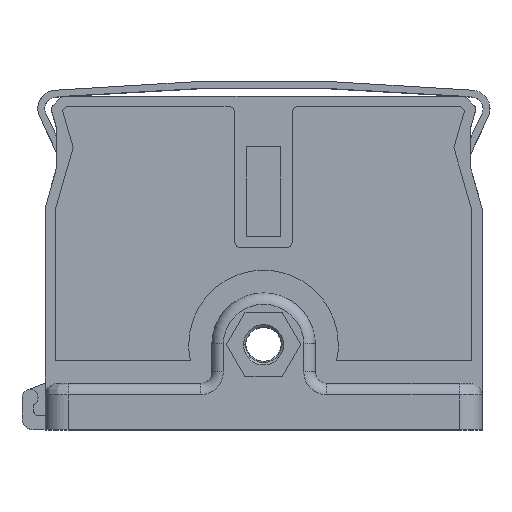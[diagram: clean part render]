
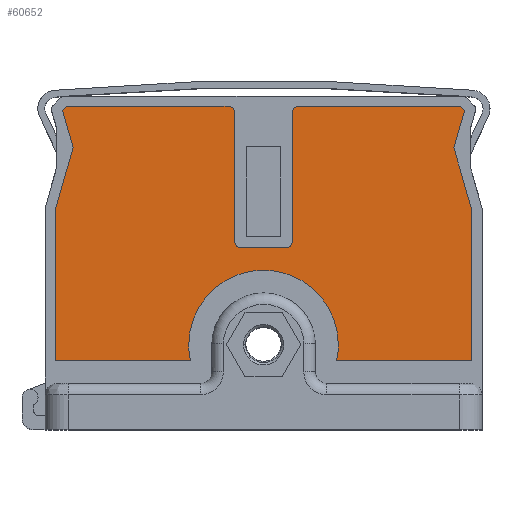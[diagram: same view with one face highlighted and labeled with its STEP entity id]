
A CAD part, top view. The second image highlights one B-rep face of the part: STEP entity #60652.
In plain terms, the highlighted planar face has unit normal (0, 0, 1).
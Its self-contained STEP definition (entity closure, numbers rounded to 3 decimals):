
#21741=DIRECTION('',(1.,0.,0.));
#21742=VECTOR('',#21741,4.003);
#21743=CARTESIAN_POINT('',(16.997,15.841,-8.2));
#21744=LINE('',#21743,#21742);
#21745=CARTESIAN_POINT('',(21.,16.341,-8.2));
#21746=DIRECTION('',(0.,0.,1.));
#21747=DIRECTION('',(0.,-1.,0.));
#21748=AXIS2_PLACEMENT_3D('',#21745,#21746,#21747);
#21750=DIRECTION('',(0.,1.,0.));
#21751=VECTOR('',#21750,11.249);
#21752=CARTESIAN_POINT('',(21.5,16.341,-8.2));
#21753=LINE('',#21752,#21751);
#21754=CARTESIAN_POINT('',(22.,27.59,-8.2));
#21755=DIRECTION('',(0.,0.,-1.));
#21756=DIRECTION('',(-1.,0.,0.));
#21757=AXIS2_PLACEMENT_3D('',#21754,#21755,#21756);
#21759=DIRECTION('',(0.707,-0.707,0.));
#21760=VECTOR('',#21759,0.501);
#21761=CARTESIAN_POINT('',(36.124,28.09,-8.2));
#21762=LINE('',#21761,#21760);
#21763=DIRECTION('',(-0.276,-0.961,0.));
#21764=VECTOR('',#21763,3.367);
#21765=CARTESIAN_POINT('',(36.478,27.736,-8.2));
#21766=LINE('',#21765,#21764);
#21767=DIRECTION('',(0.276,-0.961,0.));
#21768=VECTOR('',#21767,5.587);
#21769=CARTESIAN_POINT('',(35.55,24.499,-8.2));
#21770=LINE('',#21769,#21768);
#21771=CARTESIAN_POINT('',(19.,7.37,-8.2));
#21772=DIRECTION('',(0.,0.,1.));
#21773=DIRECTION('',(0.977,-0.214,0.));
#21774=AXIS2_PLACEMENT_3D('',#21771,#21772,#21773);
#21776=CARTESIAN_POINT('',(19.,7.37,-8.2));
#21777=DIRECTION('',(0.,0.,1.));
#21778=DIRECTION('',(1.,0.,0.));
#21779=AXIS2_PLACEMENT_3D('',#21776,#21777,#21778);
#21781=CARTESIAN_POINT('',(19.,7.37,-8.2));
#21782=DIRECTION('',(0.,0.,1.));
#21783=DIRECTION('',(-1.,0.,0.));
#21784=AXIS2_PLACEMENT_3D('',#21781,#21782,#21783);
#21786=DIRECTION('',(0.276,0.961,0.));
#21787=VECTOR('',#21786,5.624);
#21788=CARTESIAN_POINT('',(0.9,19.094,-8.2));
#21789=LINE('',#21788,#21787);
#21790=DIRECTION('',(-0.276,0.961,0.));
#21791=VECTOR('',#21790,3.366);
#21792=CARTESIAN_POINT('',(2.45,24.5,-8.2));
#21793=LINE('',#21792,#21791);
#21794=DIRECTION('',(0.707,0.707,0.));
#21795=VECTOR('',#21794,0.501);
#21796=CARTESIAN_POINT('',(1.522,27.736,-8.2));
#21797=LINE('',#21796,#21795);
#21798=CARTESIAN_POINT('',(15.997,27.59,-8.2));
#21799=DIRECTION('',(0.,0.,-1.));
#21800=DIRECTION('',(0.,1.,0.));
#21801=AXIS2_PLACEMENT_3D('',#21798,#21799,#21800);
#21803=CARTESIAN_POINT('',(16.997,16.341,-8.2));
#21804=DIRECTION('',(0.,0.,1.));
#21805=DIRECTION('',(-1.,0.,0.));
#21806=AXIS2_PLACEMENT_3D('',#21803,#21804,#21805);
#21816=DIRECTION('',(-1.,0.,0.));
#21817=VECTOR('',#21816,14.124);
#21818=CARTESIAN_POINT('',(36.124,28.09,-8.2));
#21819=LINE('',#21818,#21817);
#21836=DIRECTION('',(0.,1.,0.));
#21837=VECTOR('',#21836,13.15);
#21838=CARTESIAN_POINT('',(37.09,5.978,-8.2));
#21839=LINE('',#21838,#21837);
#21848=DIRECTION('',(1.,0.,0.));
#21849=VECTOR('',#21848,11.741);
#21850=CARTESIAN_POINT('',(25.349,5.978,-8.2));
#21851=LINE('',#21850,#21849);
#21864=DIRECTION('',(1.,0.,0.));
#21865=VECTOR('',#21864,11.751);
#21866=CARTESIAN_POINT('',(0.9,5.978,-8.2));
#21867=LINE('',#21866,#21865);
#21872=DIRECTION('',(0.,-1.,0.));
#21873=VECTOR('',#21872,13.115);
#21874=CARTESIAN_POINT('',(0.9,19.094,-8.2));
#21875=LINE('',#21874,#21873);
#21896=DIRECTION('',(-1.,0.,0.));
#21897=VECTOR('',#21896,14.12);
#21898=CARTESIAN_POINT('',(15.997,28.09,-8.2));
#21899=LINE('',#21898,#21897);
#21916=DIRECTION('',(0.,1.,0.));
#21917=VECTOR('',#21916,11.249);
#21918=CARTESIAN_POINT('',(16.497,16.341,-8.2));
#21919=LINE('',#21918,#21917);
#26732=CARTESIAN_POINT('',(16.997,15.841,-8.2));
#26733=VERTEX_POINT('',#26732);
#26734=CARTESIAN_POINT('',(16.497,16.341,-8.2));
#26735=VERTEX_POINT('',#26734);
#26736=CARTESIAN_POINT('',(21.5,16.341,-8.2));
#26737=VERTEX_POINT('',#26736);
#26738=CARTESIAN_POINT('',(21.,15.841,-8.2));
#26739=VERTEX_POINT('',#26738);
#26740=CARTESIAN_POINT('',(21.5,27.59,-8.2));
#26741=VERTEX_POINT('',#26740);
#26742=CARTESIAN_POINT('',(22.,28.09,-8.2));
#26743=VERTEX_POINT('',#26742);
#26744=CARTESIAN_POINT('',(36.124,28.09,-8.2));
#26745=VERTEX_POINT('',#26744);
#26746=CARTESIAN_POINT('',(36.478,27.736,-8.2));
#26747=VERTEX_POINT('',#26746);
#26748=CARTESIAN_POINT('',(35.55,24.499,-8.2));
#26749=VERTEX_POINT('',#26748);
#26750=CARTESIAN_POINT('',(37.09,19.128,-8.2));
#26751=VERTEX_POINT('',#26750);
#26752=CARTESIAN_POINT('',(37.09,5.978,-8.2));
#26753=VERTEX_POINT('',#26752);
#26754=CARTESIAN_POINT('',(25.349,5.978,-8.2));
#26755=VERTEX_POINT('',#26754);
#26756=CARTESIAN_POINT('',(25.5,7.37,-8.2));
#26757=VERTEX_POINT('',#26756);
#26758=CARTESIAN_POINT('',(12.5,7.37,-8.2));
#26759=VERTEX_POINT('',#26758);
#26760=CARTESIAN_POINT('',(12.651,5.978,-8.2));
#26761=VERTEX_POINT('',#26760);
#26762=CARTESIAN_POINT('',(0.9,5.978,-8.2));
#26763=VERTEX_POINT('',#26762);
#26764=CARTESIAN_POINT('',(0.9,19.094,-8.2));
#26765=VERTEX_POINT('',#26764);
#26766=CARTESIAN_POINT('',(2.45,24.5,-8.2));
#26767=VERTEX_POINT('',#26766);
#26768=CARTESIAN_POINT('',(1.522,27.736,-8.2));
#26769=VERTEX_POINT('',#26768);
#26770=CARTESIAN_POINT('',(1.877,28.09,-8.2));
#26771=VERTEX_POINT('',#26770);
#26772=CARTESIAN_POINT('',(15.997,28.09,-8.2));
#26773=VERTEX_POINT('',#26772);
#26774=CARTESIAN_POINT('',(16.497,27.59,-8.2));
#26775=VERTEX_POINT('',#26774);
#60606=CARTESIAN_POINT('',(18.995,17.034,-8.2));
#60607=DIRECTION('',(0.,0.,1.));
#60608=DIRECTION('',(1.,0.,0.));
#60609=AXIS2_PLACEMENT_3D('',#60606,#60607,#60608);
#60610=PLANE('',#60609);
#60611=ORIENTED_EDGE('',*,*,#60559,.T.);
#60612=ORIENTED_EDGE('',*,*,#60572,.T.);
#60613=ORIENTED_EDGE('',*,*,#60587,.T.);
#60614=ORIENTED_EDGE('',*,*,#60597,.T.);
#60616=ORIENTED_EDGE('',*,*,#60615,.F.);
#60618=ORIENTED_EDGE('',*,*,#60617,.T.);
#60620=ORIENTED_EDGE('',*,*,#60619,.T.);
#60622=ORIENTED_EDGE('',*,*,#60621,.T.);
#60624=ORIENTED_EDGE('',*,*,#60623,.F.);
#60626=ORIENTED_EDGE('',*,*,#60625,.F.);
#60628=ORIENTED_EDGE('',*,*,#60627,.T.);
#60630=ORIENTED_EDGE('',*,*,#60629,.T.);
#60632=ORIENTED_EDGE('',*,*,#60631,.T.);
#60634=ORIENTED_EDGE('',*,*,#60633,.F.);
#60636=ORIENTED_EDGE('',*,*,#60635,.F.);
#60638=ORIENTED_EDGE('',*,*,#60637,.T.);
#60640=ORIENTED_EDGE('',*,*,#60639,.T.);
#60642=ORIENTED_EDGE('',*,*,#60641,.T.);
#60644=ORIENTED_EDGE('',*,*,#60643,.F.);
#60646=ORIENTED_EDGE('',*,*,#60645,.T.);
#60648=ORIENTED_EDGE('',*,*,#60647,.F.);
#60649=ORIENTED_EDGE('',*,*,#60543,.T.);
#60650=EDGE_LOOP('',(#60611,#60612,#60613,#60614,#60616,#60618,#60620,#60622,
#60624,#60626,#60628,#60630,#60632,#60634,#60636,#60638,#60640,#60642,#60644,
#60646,#60648,#60649));
#60651=FACE_OUTER_BOUND('',#60650,.F.);
#60652=ADVANCED_FACE('',(#60651),#60610,.T.);
#21749=CIRCLE('',#21748,0.5);
#21758=CIRCLE('',#21757,0.5);
#21775=CIRCLE('',#21774,6.5);
#21780=CIRCLE('',#21779,6.5);
#21785=CIRCLE('',#21784,6.5);
#21802=CIRCLE('',#21801,0.5);
#21807=CIRCLE('',#21806,0.5);
#60543=EDGE_CURVE('',#26735,#26733,#21807,.T.);
#60559=EDGE_CURVE('',#26733,#26739,#21744,.T.);
#60572=EDGE_CURVE('',#26739,#26737,#21749,.T.);
#60587=EDGE_CURVE('',#26737,#26741,#21753,.T.);
#60597=EDGE_CURVE('',#26741,#26743,#21758,.T.);
#60615=EDGE_CURVE('',#26745,#26743,#21819,.T.);
#60617=EDGE_CURVE('',#26745,#26747,#21762,.T.);
#60619=EDGE_CURVE('',#26747,#26749,#21766,.T.);
#60621=EDGE_CURVE('',#26749,#26751,#21770,.T.);
#60623=EDGE_CURVE('',#26753,#26751,#21839,.T.);
#60625=EDGE_CURVE('',#26755,#26753,#21851,.T.);
#60627=EDGE_CURVE('',#26755,#26757,#21775,.T.);
#60629=EDGE_CURVE('',#26757,#26759,#21780,.T.);
#60631=EDGE_CURVE('',#26759,#26761,#21785,.T.);
#60633=EDGE_CURVE('',#26763,#26761,#21867,.T.);
#60635=EDGE_CURVE('',#26765,#26763,#21875,.T.);
#60637=EDGE_CURVE('',#26765,#26767,#21789,.T.);
#60639=EDGE_CURVE('',#26767,#26769,#21793,.T.);
#60641=EDGE_CURVE('',#26769,#26771,#21797,.T.);
#60643=EDGE_CURVE('',#26773,#26771,#21899,.T.);
#60645=EDGE_CURVE('',#26773,#26775,#21802,.T.);
#60647=EDGE_CURVE('',#26735,#26775,#21919,.T.);
